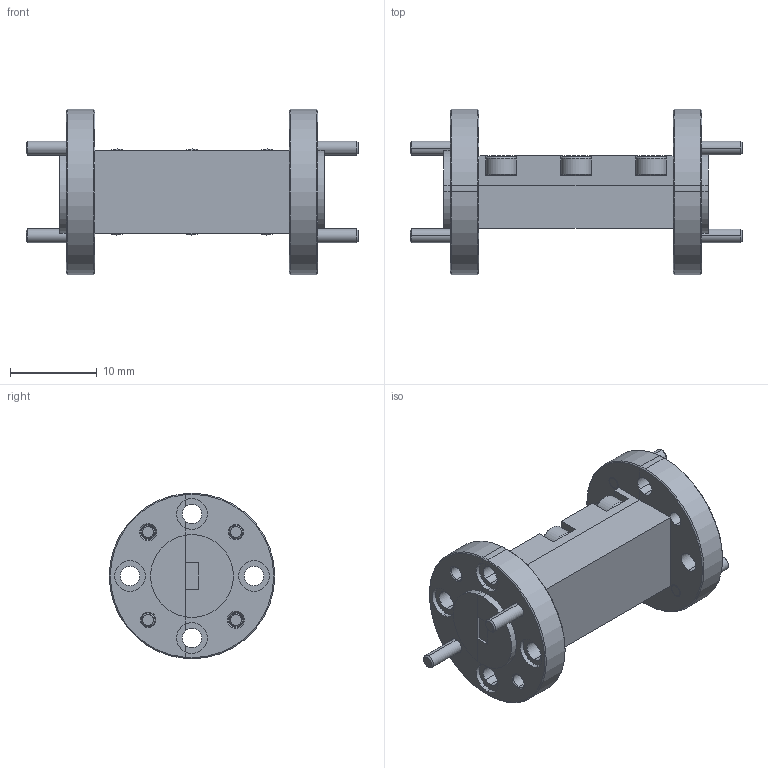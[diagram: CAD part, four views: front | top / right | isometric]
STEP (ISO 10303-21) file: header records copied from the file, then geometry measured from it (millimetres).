
FILE_DESCRIPTION (( 'STEP AP203' ), '1' );
FILE_NAME ('SWF-60355340-12-H1.STEP', '2018-11-05T22:53:03', ( '' ), ( '' ), 'SwSTEP 2.0', 'SolidWorks 2016', '' );
FILE_SCHEMA (( 'CONFIG_CONTROL_DESIGN' ));
Length unit declared in the file: inch
Products named in the file (1): SWF-60355340-12-H1
Bounding box: 38.23 x 19.05 x 19.05 mm (x, y, z)
Volume: 3574.4 mm3; surface area: 4358.6 mm2
Topology: 16 solids, 16 shells, 751 faces, 1917 edges, 1202 vertices
Faces by surface type: cylinder 417, cone 170, plane 152, bspline 12
Entity records: 28856 total; most frequent: CARTESIAN_POINT 12027, ORIENTED_EDGE 3778, DIRECTION 3285, EDGE_CURVE 1889, AXIS2_PLACEMENT_3D 1242, VERTEX_POINT 1202, EDGE_LOOP 819, LINE 801
